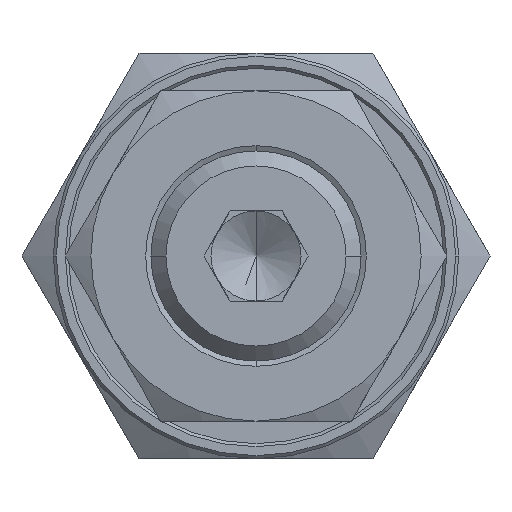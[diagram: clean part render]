
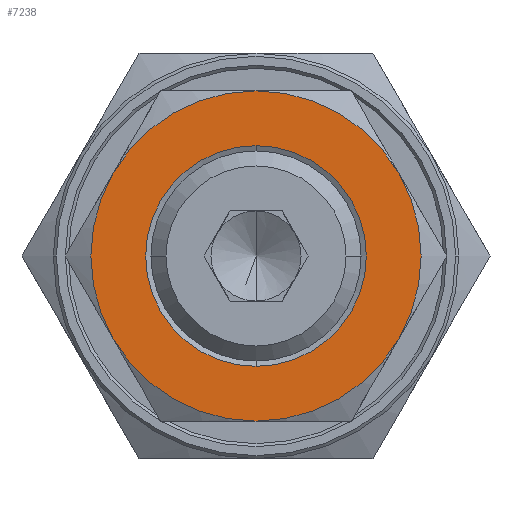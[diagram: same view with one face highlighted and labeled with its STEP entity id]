
A CAD part, left-side view. The second image highlights one B-rep face of the part: STEP entity #7238.
In plain terms, the highlighted planar face has unit normal (-1, 0, 0).
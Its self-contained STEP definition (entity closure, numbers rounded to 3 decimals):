
#25 = VERTEX_POINT ( 'NONE', #4127 ) ;
#130 = ORIENTED_EDGE ( 'NONE', *, *, #2275, .T. ) ;
#145 = EDGE_LOOP ( 'NONE', ( #6522, #3940 ) ) ;
#196 = AXIS2_PLACEMENT_3D ( 'NONE', #7978, #7615, #7465 ) ;
#247 = DIRECTION ( 'NONE',  ( 0., 0., 1. ) ) ;
#261 = DIRECTION ( 'NONE',  ( -1., 0., 0. ) ) ;
#598 = DIRECTION ( 'NONE',  ( 0., 0., 1. ) ) ;
#610 = DIRECTION ( 'NONE',  ( -1., 0., 0. ) ) ;
#618 = CARTESIAN_POINT ( 'NONE',  ( -30.117, 0.944, 0. ) ) ;
#835 = ORIENTED_EDGE ( 'NONE', *, *, #2334, .T. ) ;
#924 = CARTESIAN_POINT ( 'NONE',  ( -30.117, -4.182, 0. ) ) ;
#1001 = VERTEX_POINT ( 'NONE', #2136 ) ;
#1162 = CIRCLE ( 'NONE', #3548, 11. ) ;
#1315 = DIRECTION ( 'NONE',  ( 0., 0., 1. ) ) ;
#1337 = DIRECTION ( 'NONE',  ( -1., 0., 0. ) ) ;
#1346 = CARTESIAN_POINT ( 'NONE',  ( -30.117, 0.944, 0. ) ) ;
#1375 = VERTEX_POINT ( 'NONE', #3780 ) ;
#1382 = DIRECTION ( 'NONE',  ( 0., 0., 1. ) ) ;
#1394 = DIRECTION ( 'NONE',  ( -1., 0., 0. ) ) ;
#1408 = CARTESIAN_POINT ( 'NONE',  ( -30.117, 0.944, 0. ) ) ;
#1619 = PLANE ( 'NONE',  #2002 ) ;
#1647 = DIRECTION ( 'NONE',  ( 0., 0., 1. ) ) ;
#1898 = EDGE_CURVE ( 'NONE', #1001, #1375, #3147, .T. ) ;
#2002 = AXIS2_PLACEMENT_3D ( 'NONE', #924, #5635, #1647 ) ;
#2037 = AXIS2_PLACEMENT_3D ( 'NONE', #1408, #1394, #1382 ) ;
#2077 = CIRCLE ( 'NONE', #4648, 11. ) ;
#2136 = CARTESIAN_POINT ( 'NONE',  ( -30.117, 0.944, -7.35 ) ) ;
#2175 = EDGE_CURVE ( 'NONE', #4832, #7872, #5588, .T. ) ;
#2193 = EDGE_CURVE ( 'NONE', #7872, #4823, #2077, .T. ) ;
#2223 = EDGE_CURVE ( 'NONE', #4823, #2539, #4827, .T. ) ;
#2272 = EDGE_CURVE ( 'NONE', #25, #4832, #1162, .T. ) ;
#2275 = EDGE_CURVE ( 'NONE', #2539, #4323, #7889, .T. ) ;
#2280 = EDGE_LOOP ( 'NONE', ( #8354, #130, #835, #2563, #4885, #8528 ) ) ;
#2334 = EDGE_CURVE ( 'NONE', #4323, #25, #3138, .T. ) ;
#2369 = EDGE_CURVE ( 'NONE', #1375, #1001, #2915, .T. ) ;
#2539 = VERTEX_POINT ( 'NONE', #8219 ) ;
#2563 = ORIENTED_EDGE ( 'NONE', *, *, #2272, .T. ) ;
#2915 = CIRCLE ( 'NONE', #4815, 7.35 ) ;
#3095 = AXIS2_PLACEMENT_3D ( 'NONE', #618, #610, #598 ) ;
#3138 = CIRCLE ( 'NONE', #5230, 11. ) ;
#3147 = CIRCLE ( 'NONE', #5284, 7.35 ) ;
#3489 = FACE_BOUND ( 'NONE', #145, .T. ) ;
#3548 = AXIS2_PLACEMENT_3D ( 'NONE', #5052, #261, #247 ) ;
#3780 = CARTESIAN_POINT ( 'NONE',  ( -30.117, 0.944, 7.35 ) ) ;
#3927 = DIRECTION ( 'NONE',  ( 0., 0., 1. ) ) ;
#3940 = ORIENTED_EDGE ( 'NONE', *, *, #1898, .F. ) ;
#3977 = DIRECTION ( 'NONE',  ( -1., 0., 0. ) ) ;
#4127 = CARTESIAN_POINT ( 'NONE',  ( -30.117, 0.944, -11. ) ) ;
#4323 = VERTEX_POINT ( 'NONE', #6514 ) ;
#4648 = AXIS2_PLACEMENT_3D ( 'NONE', #1346, #1337, #1315 ) ;
#4704 = CARTESIAN_POINT ( 'NONE',  ( -30.117, 0.944, 11. ) ) ;
#4727 = CARTESIAN_POINT ( 'NONE',  ( -30.117, 0.944, 0. ) ) ;
#4815 = AXIS2_PLACEMENT_3D ( 'NONE', #8229, #8172, #8133 ) ;
#4823 = VERTEX_POINT ( 'NONE', #4704 ) ;
#4827 = CIRCLE ( 'NONE', #3095, 11. ) ;
#4832 = VERTEX_POINT ( 'NONE', #8371 ) ;
#4885 = ORIENTED_EDGE ( 'NONE', *, *, #2175, .T. ) ;
#5052 = CARTESIAN_POINT ( 'NONE',  ( -30.117, 0.944, 0. ) ) ;
#5230 = AXIS2_PLACEMENT_3D ( 'NONE', #4727, #3977, #3927 ) ;
#5284 = AXIS2_PLACEMENT_3D ( 'NONE', #5628, #5612, #5602 ) ;
#5544 = CARTESIAN_POINT ( 'NONE',  ( -30.117, -8.582, 5.5 ) ) ;
#5588 = CIRCLE ( 'NONE', #2037, 11. ) ;
#5602 = DIRECTION ( 'NONE',  ( 0., 0., 1. ) ) ;
#5612 = DIRECTION ( 'NONE',  ( -1., 0., 0. ) ) ;
#5628 = CARTESIAN_POINT ( 'NONE',  ( -30.117, 0.944, 0. ) ) ;
#5635 = DIRECTION ( 'NONE',  ( -1., 0., 0. ) ) ;
#6514 = CARTESIAN_POINT ( 'NONE',  ( -30.117, 10.47, -5.5 ) ) ;
#6522 = ORIENTED_EDGE ( 'NONE', *, *, #2369, .F. ) ;
#7238 = ADVANCED_FACE ( 'NONE', ( #8206, #3489 ), #1619, .T. ) ;
#7465 = DIRECTION ( 'NONE',  ( 0., 0., 1. ) ) ;
#7615 = DIRECTION ( 'NONE',  ( -1., 0., 0. ) ) ;
#7872 = VERTEX_POINT ( 'NONE', #5544 ) ;
#7889 = CIRCLE ( 'NONE', #196, 11. ) ;
#7978 = CARTESIAN_POINT ( 'NONE',  ( -30.117, 0.944, 0. ) ) ;
#8133 = DIRECTION ( 'NONE',  ( 0., 0., 1. ) ) ;
#8172 = DIRECTION ( 'NONE',  ( -1., 0., 0. ) ) ;
#8206 = FACE_OUTER_BOUND ( 'NONE', #2280, .T. ) ;
#8219 = CARTESIAN_POINT ( 'NONE',  ( -30.117, 10.47, 5.5 ) ) ;
#8229 = CARTESIAN_POINT ( 'NONE',  ( -30.117, 0.944, 0. ) ) ;
#8354 = ORIENTED_EDGE ( 'NONE', *, *, #2223, .T. ) ;
#8371 = CARTESIAN_POINT ( 'NONE',  ( -30.117, -8.582, -5.5 ) ) ;
#8528 = ORIENTED_EDGE ( 'NONE', *, *, #2193, .T. ) ;
